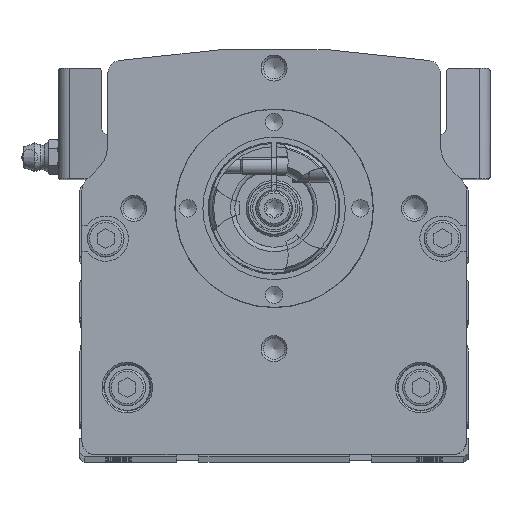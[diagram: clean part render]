
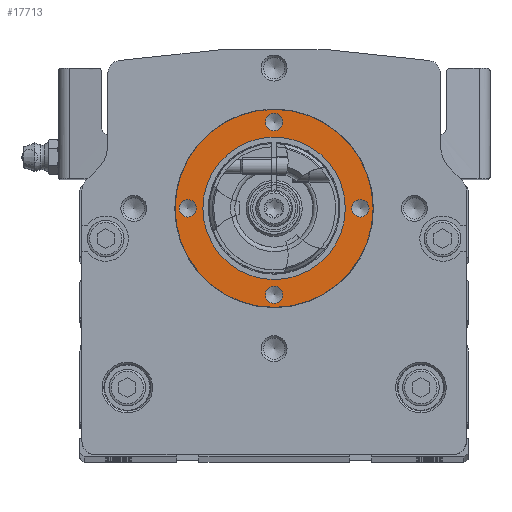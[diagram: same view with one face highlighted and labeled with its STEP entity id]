
A CAD part, top view. The second image highlights one B-rep face of the part: STEP entity #17713.
In plain terms, the highlighted planar face has unit normal (0, 0, 1).
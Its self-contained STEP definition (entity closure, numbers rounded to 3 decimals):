
#284=PLANE('',#18898);
#4596=ORIENTED_EDGE('',*,*,#7850,.F.);
#4597=ORIENTED_EDGE('',*,*,#7851,.F.);
#4598=ORIENTED_EDGE('',*,*,#7852,.T.);
#4599=ORIENTED_EDGE('',*,*,#7853,.T.);
#4600=ORIENTED_EDGE('',*,*,#7854,.T.);
#4601=ORIENTED_EDGE('',*,*,#7849,.T.);
#7849=EDGE_CURVE('',#9576,#9576,#10672,.T.);
#7850=EDGE_CURVE('',#9577,#9577,#10673,.T.);
#7851=EDGE_CURVE('',#9578,#9578,#10674,.F.);
#7852=EDGE_CURVE('',#9579,#9579,#10675,.T.);
#7853=EDGE_CURVE('',#9580,#9580,#10676,.T.);
#7854=EDGE_CURVE('',#9581,#9581,#10677,.T.);
#9576=VERTEX_POINT('',#26105);
#9577=VERTEX_POINT('',#26108);
#9578=VERTEX_POINT('',#26110);
#9579=VERTEX_POINT('',#26112);
#9580=VERTEX_POINT('',#26114);
#9581=VERTEX_POINT('',#26116);
#10672=CIRCLE('',#18897,16.5);
#10673=CIRCLE('',#18899,22.929);
#10674=CIRCLE('',#18900,2.);
#10675=CIRCLE('',#18901,2.);
#10676=CIRCLE('',#18902,2.);
#10677=CIRCLE('',#18903,2.);
#11465=EDGE_LOOP('',(#4596));
#11466=EDGE_LOOP('',(#4597));
#11467=EDGE_LOOP('',(#4598));
#11468=EDGE_LOOP('',(#4599));
#11469=EDGE_LOOP('',(#4600));
#11470=EDGE_LOOP('',(#4601));
#12610=FACE_BOUND('',#11465,.T.);
#12611=FACE_BOUND('',#11466,.T.);
#12612=FACE_BOUND('',#11467,.T.);
#12613=FACE_BOUND('',#11468,.T.);
#12614=FACE_BOUND('',#11469,.T.);
#12615=FACE_BOUND('',#11470,.T.);
#17713=ADVANCED_FACE('',(#12610,#12611,#12612,#12613,#12614,#12615),#284,
 .F.);
#18897=AXIS2_PLACEMENT_3D('',#26104,#21631,#21632);
#18898=AXIS2_PLACEMENT_3D('',#26106,#21633,#21634);
#18899=AXIS2_PLACEMENT_3D('',#26107,#21635,#21636);
#18900=AXIS2_PLACEMENT_3D('',#26109,#21637,#21638);
#18901=AXIS2_PLACEMENT_3D('',#26111,#21639,#21640);
#18902=AXIS2_PLACEMENT_3D('',#26113,#21641,#21642);
#18903=AXIS2_PLACEMENT_3D('',#26115,#21643,#21644);
#21631=DIRECTION('',(0.,0.,-1.));
#21632=DIRECTION('',(-1.,0.,0.));
#21633=DIRECTION('',(0.,0.,-1.));
#21634=DIRECTION('',(-1.,0.,0.));
#21635=DIRECTION('',(0.,0.,-1.));
#21636=DIRECTION('',(-1.,0.,0.));
#21637=DIRECTION('',(0.,0.,-1.));
#21638=DIRECTION('',(-1.,0.,0.));
#21639=DIRECTION('',(0.,0.,-1.));
#21640=DIRECTION('',(-1.,0.,0.));
#21641=DIRECTION('',(0.,0.,-1.));
#21642=DIRECTION('',(-1.,0.,0.));
#21643=DIRECTION('',(0.,0.,-1.));
#21644=DIRECTION('',(-1.,0.,0.));
#26104=CARTESIAN_POINT('',(0.,57.5,34.));
#26105=CARTESIAN_POINT('',(-16.5,57.5,34.));
#26106=CARTESIAN_POINT('',(0.,74.,34.));
#26107=CARTESIAN_POINT('',(0.,57.5,34.));
#26108=CARTESIAN_POINT('',(-22.929,57.5,34.));
#26109=CARTESIAN_POINT('',(0.,77.5,34.));
#26110=CARTESIAN_POINT('',(-2.,77.5,34.));
#26111=CARTESIAN_POINT('',(20.,57.5,34.));
#26112=CARTESIAN_POINT('',(18.,57.5,34.));
#26113=CARTESIAN_POINT('',(0.,37.5,34.));
#26114=CARTESIAN_POINT('',(-2.,37.5,34.));
#26115=CARTESIAN_POINT('',(-20.,57.5,34.));
#26116=CARTESIAN_POINT('',(-22.,57.5,34.));
